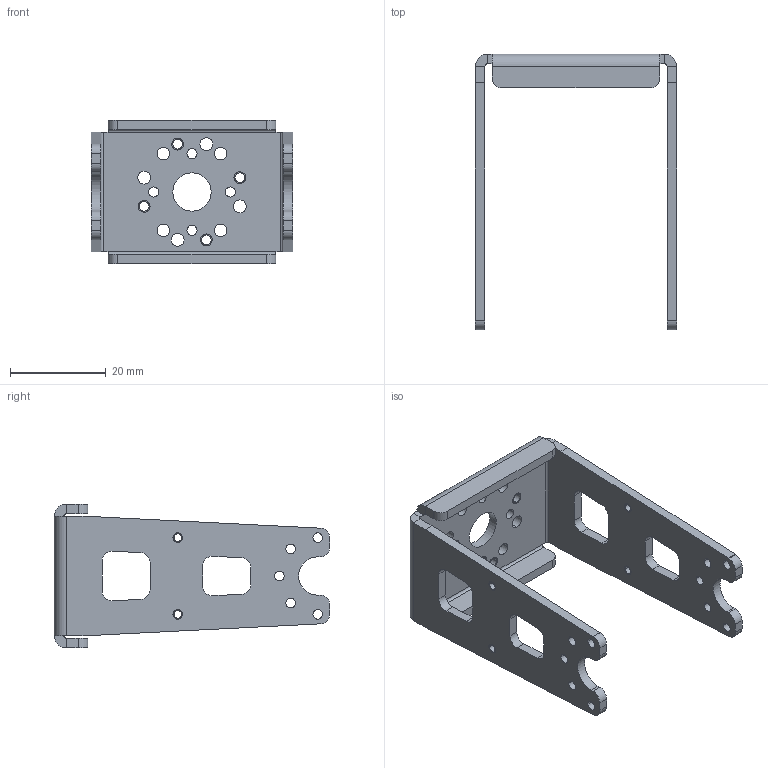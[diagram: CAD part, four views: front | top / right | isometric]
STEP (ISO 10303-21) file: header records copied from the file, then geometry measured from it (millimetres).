
FILE_DESCRIPTION((''),'2;1');
FILE_NAME('FR12-H103','2017-08-31T',('kimdolyang'),(''),'PRO/ENGINEER BY PARAMETRIC TECHNOLOGY CORPORATION, 2013410','PRO/ENGINEER BY PARAMETRIC TECHNOLOGY CORPORATION, 2013410','');
FILE_SCHEMA(('CONFIG_CONTROL_DESIGN'));
Length unit declared in the file: millimetre
Products named in the file (1): FR12-H103
Bounding box: 42 x 57.5 x 30 mm (x, y, z)
Volume: 6792.2 mm3; surface area: 8395.3 mm2
Topology: 1 solids, 9 shells, 180 faces, 502 edges, 324 vertices
Faces by surface type: cylinder 120, plane 60
Entity records: 6013 total; most frequent: DIRECTION 1104, CARTESIAN_POINT 1007, ORIENTED_EDGE 972, EDGE_CURVE 502, AXIS2_PLACEMENT_3D 421, VERTEX_POINT 324, VECTOR 262, LINE 262
